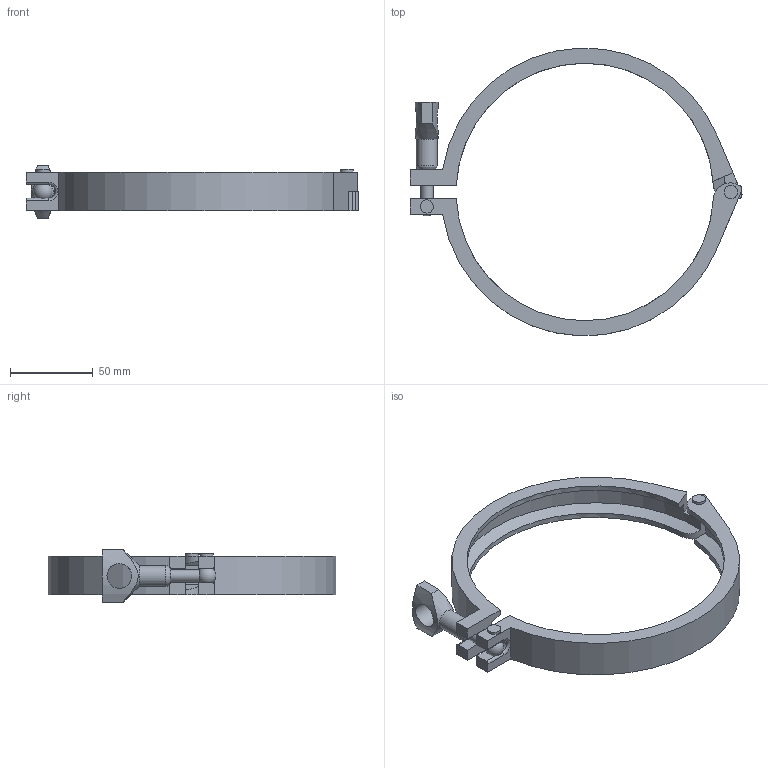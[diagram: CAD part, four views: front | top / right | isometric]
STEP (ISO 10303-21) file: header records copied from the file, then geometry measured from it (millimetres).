
FILE_DESCRIPTION(/* description */ (''),/* implementation_level */ '2;1');
FILE_NAME(/* name */ '13MHHM-6.stp',/* time_stamp */ '2020-03-12T10:56:58-04:00',/* author */ ('rick'),/* organization */ (''),/* preprocessor_version */ 'ST-DEVELOPER v15.2',/* originating_system */ 'Autodesk Inventor 2014',/* authorisation */ '');
FILE_SCHEMA (('AUTOMOTIVE_DESIGN { 1 0 10303 214 3 1 1 }'));
Length unit declared in the file: inch
Products named in the file (6): 6_00 Slot Side; KCH06000 Bolt Side; 500 Bolt; 5-24; CLAMP NUT HOLE; 13MHHM-6
Bounding box: 200.74 x 174.01 x 31.75 mm (x, y, z)
Volume: 75974.3 mm3; surface area: 48986.3 mm2
Topology: 6 solids, 6 shells, 80 faces, 195 edges, 128 vertices
Faces by surface type: plane 36, cylinder 35, cone 5, torus 2, sphere 1, bspline 1
Full cylindrical faces by diameter (mm): 5 x2, 5.588 x5, 7.112 x1, 7.62 x1, 8 x4, 12.7 x1, 14.986 x1
Entity records: 2504 total; most frequent: CARTESIAN_POINT 644, DIRECTION 379, ORIENTED_EDGE 334, EDGE_CURVE 167, AXIS2_PLACEMENT_3D 147, VERTEX_POINT 118, EDGE_LOOP 101, LINE 85
